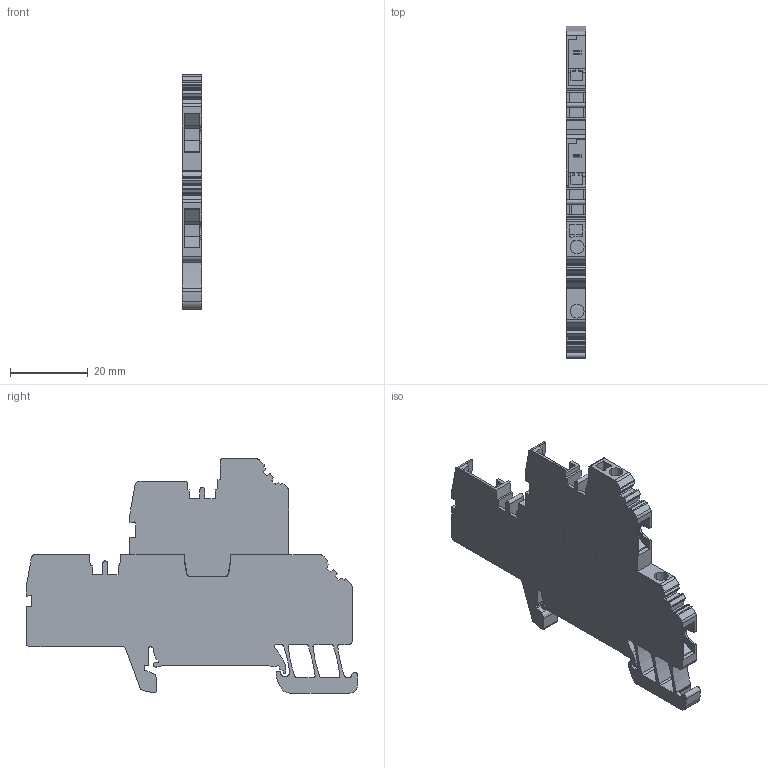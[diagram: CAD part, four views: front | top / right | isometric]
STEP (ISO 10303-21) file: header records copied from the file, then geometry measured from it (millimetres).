
FILE_DESCRIPTION(('CATIA V5 STEP Exchange','CAx-IF Rec.Pracs.--- Model Styling and Organization---1.4--- 2014-01-23'),'2;1');
FILE_NAME ('D1450799_0', '2020-02-06T14:05:58+00:00', ('none'), ('Weidmueller'), 'CATIA Version 5-6 Release 2016 SP3 HF44', 'CATIA V5 STEP AP214', 'none');
FILE_SCHEMA(('AUTOMOTIVE_DESIGN { 1 0 10303 214 1 1 1 1 }'));
Length unit declared in the file: millimetre
Products named in the file (1): 1305290000_WDT_2.5-2
Bounding box: 5.1 x 85.25 x 60.15 mm (x, y, z)
Volume: 12407.2 mm3; surface area: 12193.5 mm2
Topology: 4 solids, 4 shells, 523 faces, 1545 edges, 1038 vertices
Faces by surface type: plane 375, cylinder 145, extrusion 3
Entity records: 16738 total; most frequent: ORIENTED_EDGE 3090, CARTESIAN_POINT 3082, DIRECTION 2391, EDGE_CURVE 1545, VECTOR 1233, LINE 1230, VERTEX_POINT 1038, AXIS2_PLACEMENT_3D 732
